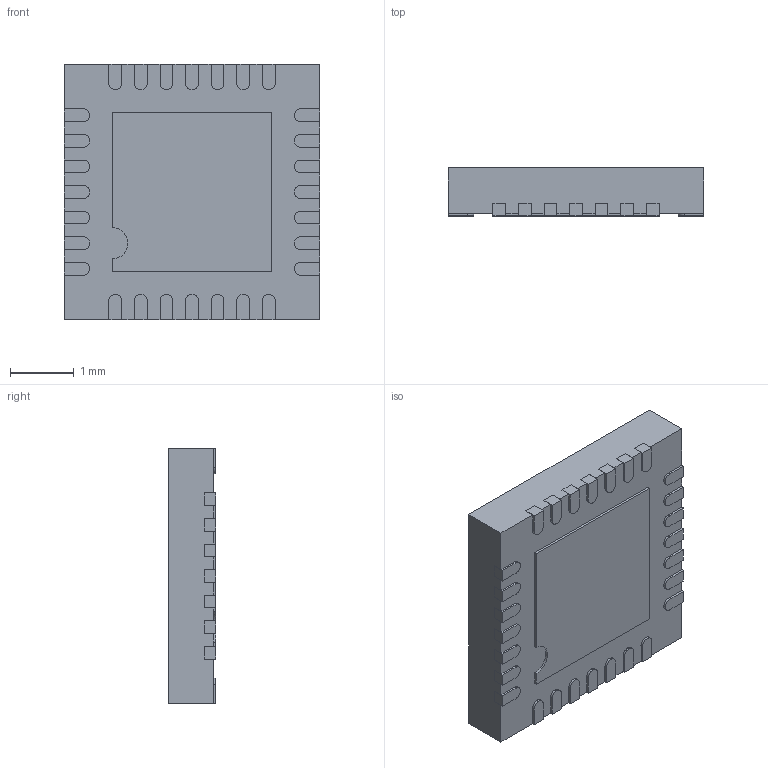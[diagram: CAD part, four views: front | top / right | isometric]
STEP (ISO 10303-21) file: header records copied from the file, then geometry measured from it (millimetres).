
FILE_DESCRIPTION (( 'STEP AP214' ), '1' );
FILE_NAME ('MagI2C.STEP', '2022-07-31T19:49:37', ( '' ), ( '' ), 'SwSTEP 2.0', 'SolidWorks 2021', '' );
FILE_SCHEMA (( 'AUTOMOTIVE_DESIGN' ));
Length unit declared in the file: millimetre
Products named in the file (1): MagI2C
Bounding box: 4 x 0.75 x 4 mm (x, y, z)
Volume: 11.7 mm3; surface area: 72.2 mm2
Topology: 30 solids, 30 shells, 315 faces, 762 edges, 508 vertices
Faces by surface type: plane 243, cylinder 72
Entity records: 12900 total; most frequent: CARTESIAN_POINT 1586, DIRECTION 1538, ORIENTED_EDGE 1524, EDGE_CURVE 762, LINE 618, VECTOR 618, VERTEX_POINT 508, AXIS2_PLACEMENT_3D 460
